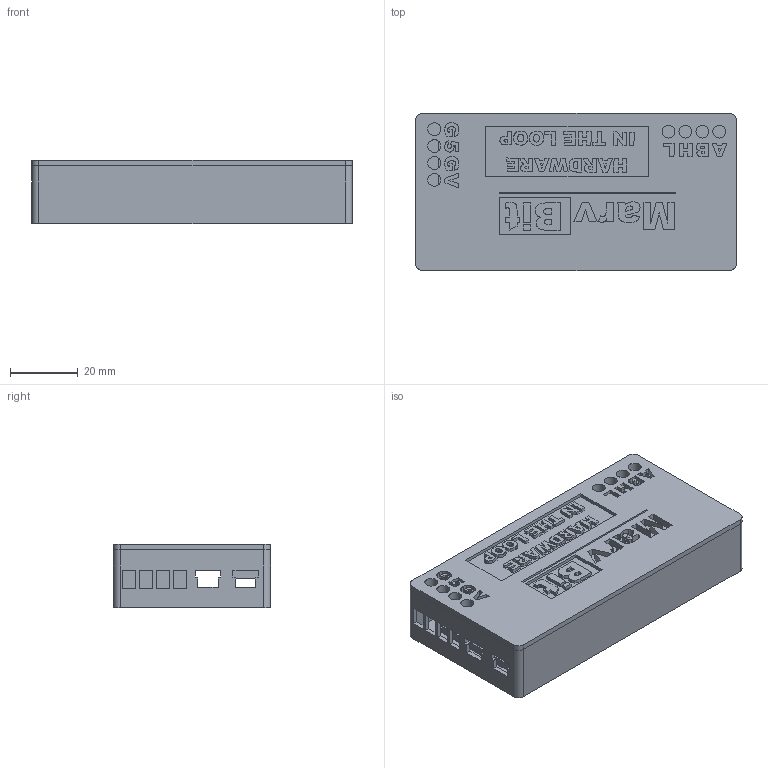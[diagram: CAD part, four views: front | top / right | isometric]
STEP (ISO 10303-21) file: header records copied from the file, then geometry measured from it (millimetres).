
FILE_DESCRIPTION(/* description */ (''),/* implementation_level */ '2;1');
FILE_NAME(/* name */ 'HIL_box v13.step',/* time_stamp */ '2025-05-18T18:34:41+07:00',/* author */ (''),/* organization */ (''),/* preprocessor_version */ 'ST-DEVELOPER v20.1',/* originating_system */ 'Autodesk Translation Framework v14.4.0.0',/* authorisation */ '');
FILE_SCHEMA (('AUTOMOTIVE_DESIGN { 1 0 10303 214 3 1 1 }'));
Length unit declared in the file: millimetre
Products named in the file (1): HIL_box
Bounding box: 94.51 x 46.38 x 18.7 mm (x, y, z)
Volume: 25271.3 mm3; surface area: 28227.3 mm2
Topology: 2 solids, 2 shells, 814 faces, 2241 edges, 1494 vertices
Faces by surface type: plane 491, bspline 303, cylinder 20
Full cylindrical faces by diameter (mm): 3.8 x8
Entity records: 28500 total; most frequent: CARTESIAN_POINT 9701, ORIENTED_EDGE 4482, DIRECTION 2699, EDGE_CURVE 2241, LINE 1595, VECTOR 1595, VERTEX_POINT 1494, EDGE_LOOP 919
